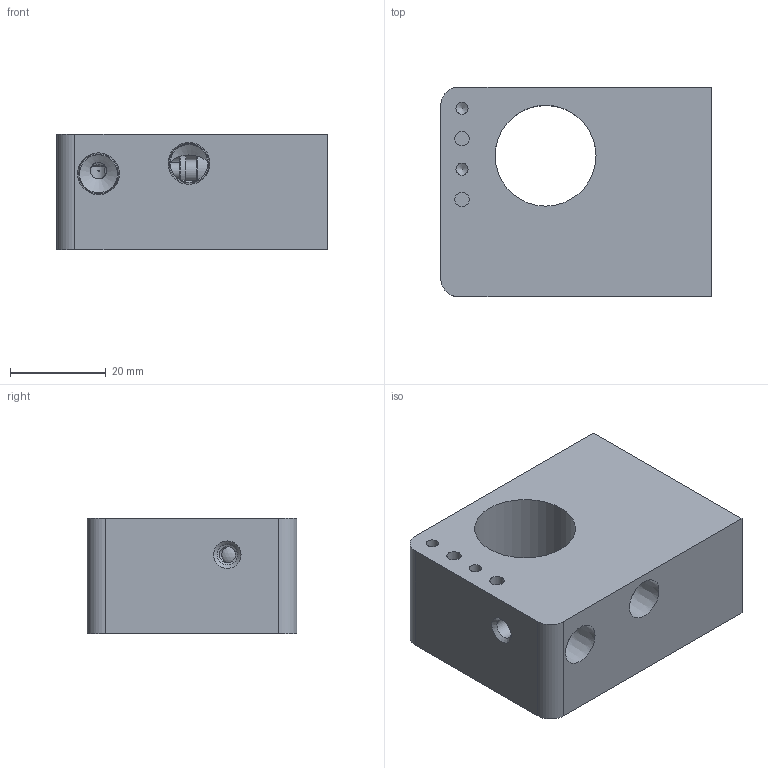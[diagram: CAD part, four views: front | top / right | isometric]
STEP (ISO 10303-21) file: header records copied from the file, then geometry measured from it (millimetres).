
FILE_DESCRIPTION(/* description */ (''),/* implementation_level */ '2;1');
FILE_NAME(/* name */ 'mini gear pump v9.step',/* time_stamp */ '2022-01-21T08:57:49-06:00',/* author */ (''),/* organization */ (''),/* preprocessor_version */ 'ST-DEVELOPER v18.1',/* originating_system */ 'Autodesk Translation Framework v10.10.0.1391',/* authorisation */ '');
FILE_SCHEMA (('AUTOMOTIVE_DESIGN { 1 0 10303 214 3 1 1 }'));
Length unit declared in the file: inch
Products named in the file (4): mini gear pump; PR block; .25 ball bearing; pressure adjust vlave
Assembly tree (3 placements, depth 2):
  mini gear pump
    PR block
    .25 ball bearing
    pressure adjust vlave
Bounding box: 56.52 x 43.81 x 24.13 mm (x, y, z)
Volume: 47144.6 mm3; surface area: 14472.7 mm2
Topology: 3 solids, 3 shells, 107 faces, 248 edges, 157 vertices
Faces by surface type: cylinder 42, cone 38, plane 26, sphere 1
Full cylindrical faces by diameter (mm): 2.529 x2, 2.997 x2, 3.429 x7, 3.454 x1, 4.234 x3, 4.572 x1, 6.248 x1, 6.35 x2, 6.985 x1, 7.798 x1, 7.874 x1, 7.938 x1, 7.95 x3, 7.976 x1, 8.026 x2, 21.057 x1
Entity records: 3506 total; most frequent: CARTESIAN_POINT 954, DIRECTION 536, ORIENTED_EDGE 478, EDGE_CURVE 239, AXIS2_PLACEMENT_3D 226, VERTEX_POINT 157, EDGE_LOOP 138, FACE_OUTER_BOUND 107
